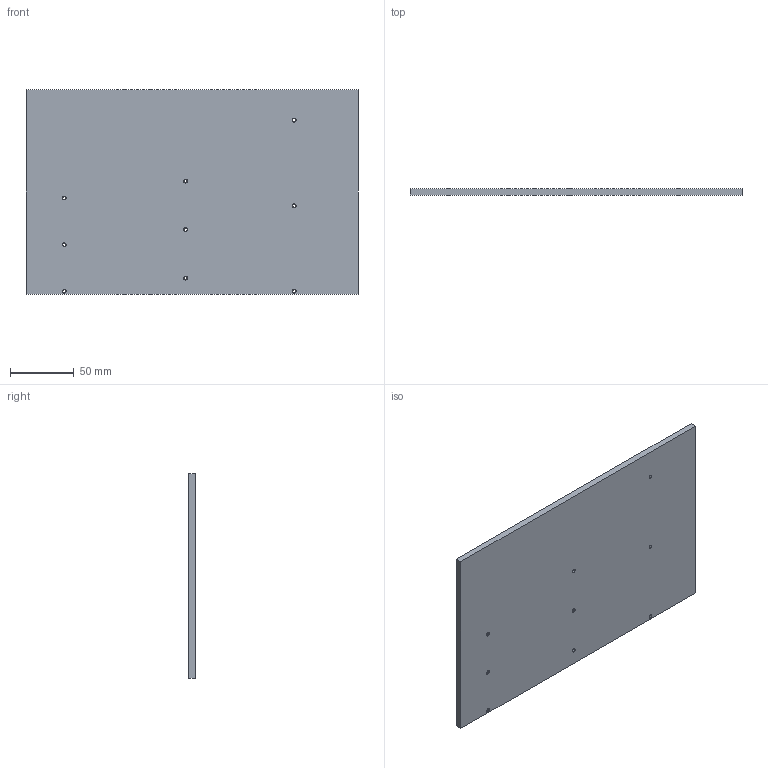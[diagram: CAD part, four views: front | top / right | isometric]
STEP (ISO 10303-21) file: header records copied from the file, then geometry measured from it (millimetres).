
FILE_DESCRIPTION((''),'2;1');
FILE_NAME('JIG_BRACHY_CCURVEVALIDATIONTOP','2025-04-13T12:30:07',('SiddhiDate'),(''),'CREO PARAMETRIC BY PTC INC, 2024153','CREO PARAMETRIC BY PTC INC, 2024153','');
FILE_SCHEMA(('CONFIG_CONTROL_DESIGN'));
Length unit declared in the file: millimetre
Products named in the file (1): JIG_BRACHY_CCURVEVALIDATIONTOP
Bounding box: 260 x 5 x 160 mm (x, y, z)
Volume: 207779.1 mm3; surface area: 88089.2 mm2
Topology: 1 solids, 10 shells, 42 faces, 120 edges, 80 vertices
Faces by surface type: cylinder 36, plane 6
Entity records: 1472 total; most frequent: DIRECTION 278, CARTESIAN_POINT 243, ORIENTED_EDGE 204, EDGE_CURVE 120, AXIS2_PLACEMENT_3D 115, VERTEX_POINT 80, CIRCLE 72, EDGE_LOOP 60
